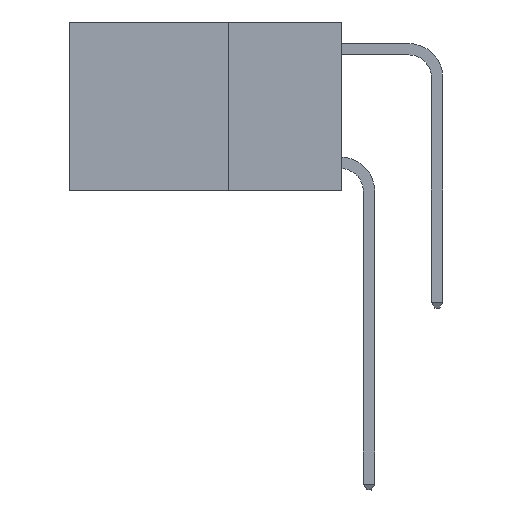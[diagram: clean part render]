
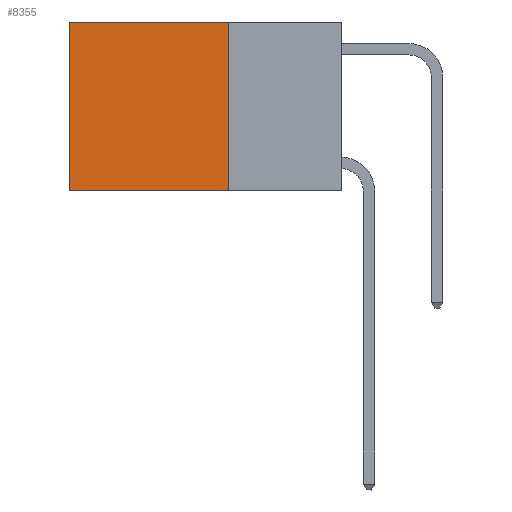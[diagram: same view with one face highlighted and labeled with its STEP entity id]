
A CAD part, left-side view. The second image highlights one B-rep face of the part: STEP entity #8355.
In plain terms, the highlighted planar face has unit normal (-1, 0, 0).
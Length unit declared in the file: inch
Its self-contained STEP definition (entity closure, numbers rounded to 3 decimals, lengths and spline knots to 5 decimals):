
#650 = FACE_OUTER_BOUND ( 'NONE', #11646, .T. ) ;
#1777 = VECTOR ( 'NONE', #12727, 39.37008 ) ;
#3085 = CARTESIAN_POINT ( 'NONE',  ( 0.2625, 0.25, -0.37 ) ) ;
#3273 = EDGE_CURVE ( 'NONE', #8328, #16095, #12672, .T. ) ;
#3756 = VERTEX_POINT ( 'NONE', #15774 ) ;
#3918 = CARTESIAN_POINT ( 'NONE',  ( 0.2625, 0.25, 0. ) ) ;
#4184 = EDGE_CURVE ( 'NONE', #10734, #16095, #12235, .T. ) ;
#4321 = CARTESIAN_POINT ( 'NONE',  ( 0.2625, 0.25, 0. ) ) ;
#4406 = DIRECTION ( 'NONE',  ( 0., 1., 0. ) ) ;
#4428 = ORIENTED_EDGE ( 'NONE', *, *, #4184, .T. ) ;
#4745 = CARTESIAN_POINT ( 'NONE',  ( 0.2625, 0.25, 0. ) ) ;
#5243 = DIRECTION ( 'NONE',  ( 0., 0., -1. ) ) ;
#5327 = EDGE_CURVE ( 'NONE', #3756, #10734, #12402, .T. ) ;
#5440 = VECTOR ( 'NONE', #6063, 39.37008 ) ;
#6063 = DIRECTION ( 'NONE',  ( 0., 1., 0. ) ) ;
#6907 = DIRECTION ( 'NONE',  ( 0., 0., -1. ) ) ;
#7033 = ORIENTED_EDGE ( 'NONE', *, *, #14015, .F. ) ;
#7825 = CARTESIAN_POINT ( 'NONE',  ( 0.2625, 0.6, -0.37 ) ) ;
#8328 = VERTEX_POINT ( 'NONE', #13017 ) ;
#8355 = ADVANCED_FACE ( 'NONE', ( #650 ), #9131, .F. ) ;
#9131 = PLANE ( 'NONE',  #13512 ) ;
#9197 = VECTOR ( 'NONE', #4406, 39.37008 ) ;
#10734 = VERTEX_POINT ( 'NONE', #16520 ) ;
#11646 = EDGE_LOOP ( 'NONE', ( #4428, #14040, #7033, #12911 ) ) ;
#11990 = LINE ( 'NONE', #4321, #12380 ) ;
#12235 = LINE ( 'NONE', #13976, #1777 ) ;
#12380 = VECTOR ( 'NONE', #6907, 39.37008 ) ;
#12402 = LINE ( 'NONE', #4745, #5440 ) ;
#12672 = LINE ( 'NONE', #3085, #9197 ) ;
#12727 = DIRECTION ( 'NONE',  ( 0., 0., -1. ) ) ;
#12911 = ORIENTED_EDGE ( 'NONE', *, *, #5327, .T. ) ;
#13017 = CARTESIAN_POINT ( 'NONE',  ( 0.2625, 0.25, -0.37 ) ) ;
#13069 = DIRECTION ( 'NONE',  ( 1., 0., 0. ) ) ;
#13512 = AXIS2_PLACEMENT_3D ( 'NONE', #3918, #13069, #5243 ) ;
#13976 = CARTESIAN_POINT ( 'NONE',  ( 0.2625, 0.6, 0. ) ) ;
#14015 = EDGE_CURVE ( 'NONE', #3756, #8328, #11990, .T. ) ;
#14040 = ORIENTED_EDGE ( 'NONE', *, *, #3273, .F. ) ;
#15774 = CARTESIAN_POINT ( 'NONE',  ( 0.2625, 0.25, 0. ) ) ;
#16095 = VERTEX_POINT ( 'NONE', #7825 ) ;
#16520 = CARTESIAN_POINT ( 'NONE',  ( 0.2625, 0.6, 0. ) ) ;
